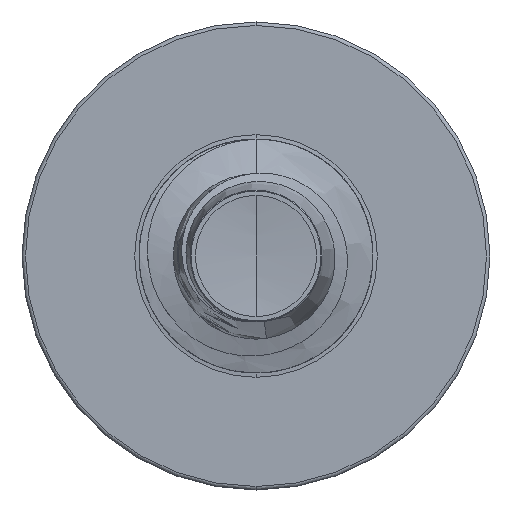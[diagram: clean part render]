
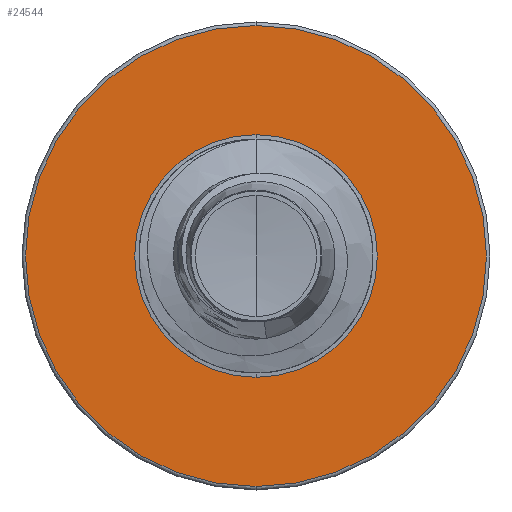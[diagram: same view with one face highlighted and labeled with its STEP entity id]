
A CAD part, front view. The second image highlights one B-rep face of the part: STEP entity #24544.
In plain terms, the highlighted planar face has unit normal (0, -1, 0).
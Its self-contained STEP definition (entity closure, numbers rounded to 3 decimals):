
#1356 = AXIS2_PLACEMENT_3D ( 'NONE', #7806, #25160, #15055 ) ;
#1771 = EDGE_CURVE ( 'NONE', #22984, #19366, #9115, .T. ) ;
#2403 = AXIS2_PLACEMENT_3D ( 'NONE', #2746, #2716, #2675 ) ;
#2675 = DIRECTION ( 'NONE',  ( 0., 0., 1. ) ) ;
#2716 = DIRECTION ( 'NONE',  ( 0., 1., 0. ) ) ;
#2746 = CARTESIAN_POINT ( 'NONE',  ( 0., 12.5, 0. ) ) ;
#2952 = CARTESIAN_POINT ( 'NONE',  ( 0., 12.5, 0. ) ) ;
#3007 = VERTEX_POINT ( 'NONE', #20281 ) ;
#5158 = DIRECTION ( 'NONE',  ( 0., 1., 0. ) ) ;
#5568 = DIRECTION ( 'NONE',  ( 0., 0., 1. ) ) ;
#6247 = CARTESIAN_POINT ( 'NONE',  ( 0., 12.5, 1.296 ) ) ;
#6360 = ORIENTED_EDGE ( 'NONE', *, *, #1771, .T. ) ;
#7806 = CARTESIAN_POINT ( 'NONE',  ( 0., 12.5, -1.296 ) ) ;
#9115 = CIRCLE ( 'NONE', #2403, 1.296 ) ;
#10511 = DIRECTION ( 'NONE',  ( 0., 1., 0. ) ) ;
#10922 = CIRCLE ( 'NONE', #11242, 1.296 ) ;
#11242 = AXIS2_PLACEMENT_3D ( 'NONE', #2952, #18989, #5568 ) ;
#14341 = AXIS2_PLACEMENT_3D ( 'NONE', #22337, #10511, #23834 ) ;
#14793 = EDGE_LOOP ( 'NONE', ( #25930, #6360 ) ) ;
#15055 = DIRECTION ( 'NONE',  ( 0., 0., 1. ) ) ;
#15078 = AXIS2_PLACEMENT_3D ( 'NONE', #18713, #5158, #20430 ) ;
#17372 = EDGE_LOOP ( 'NONE', ( #17736, #22287 ) ) ;
#17736 = ORIENTED_EDGE ( 'NONE', *, *, #23961, .F. ) ;
#18634 = FACE_OUTER_BOUND ( 'NONE', #17372, .T. ) ;
#18713 = CARTESIAN_POINT ( 'NONE',  ( 0., 12.5, 0. ) ) ;
#18989 = DIRECTION ( 'NONE',  ( 0., 1., 0. ) ) ;
#19366 = VERTEX_POINT ( 'NONE', #6247 ) ;
#20103 = CARTESIAN_POINT ( 'NONE',  ( 0., 12.5, -1.296 ) ) ;
#20281 = CARTESIAN_POINT ( 'NONE',  ( 0., 12.5, 2.463 ) ) ;
#20430 = DIRECTION ( 'NONE',  ( 0., 0., 1. ) ) ;
#21544 = CIRCLE ( 'NONE', #14341, 2.462 ) ;
#21843 = EDGE_CURVE ( 'NONE', #19366, #22984, #10922, .T. ) ;
#21848 = EDGE_CURVE ( 'NONE', #25176, #3007, #21544, .T. ) ;
#22287 = ORIENTED_EDGE ( 'NONE', *, *, #21848, .F. ) ;
#22337 = CARTESIAN_POINT ( 'NONE',  ( 0., 12.5, 0. ) ) ;
#22984 = VERTEX_POINT ( 'NONE', #20103 ) ;
#23461 = FACE_BOUND ( 'NONE', #14793, .T. ) ;
#23789 = PLANE ( 'NONE',  #1356 ) ;
#23834 = DIRECTION ( 'NONE',  ( 0., 0., 1. ) ) ;
#23921 = CARTESIAN_POINT ( 'NONE',  ( 0., 12.5, -2.462 ) ) ;
#23950 = CIRCLE ( 'NONE', #15078, 2.462 ) ;
#23961 = EDGE_CURVE ( 'NONE', #3007, #25176, #23950, .T. ) ;
#24544 = ADVANCED_FACE ( 'NONE', ( #18634, #23461 ), #23789, .F. ) ;
#25160 = DIRECTION ( 'NONE',  ( 0., 1., 0. ) ) ;
#25176 = VERTEX_POINT ( 'NONE', #23921 ) ;
#25930 = ORIENTED_EDGE ( 'NONE', *, *, #21843, .T. ) ;
